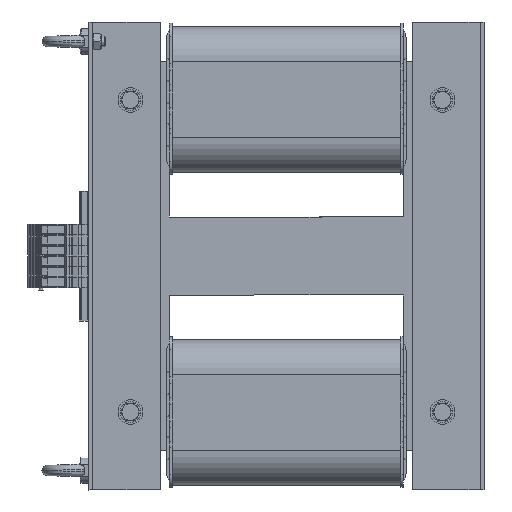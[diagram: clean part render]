
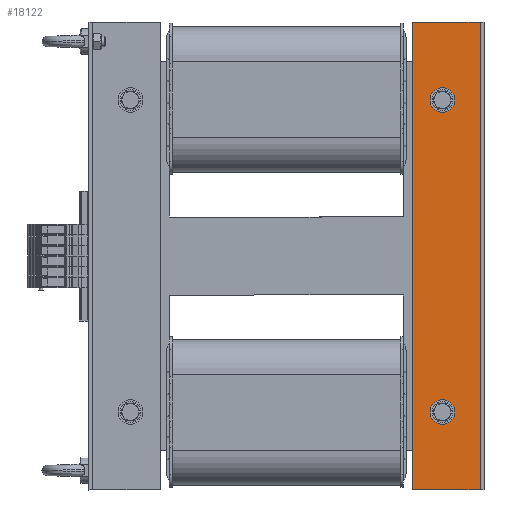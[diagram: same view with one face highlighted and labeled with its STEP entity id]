
A CAD part, left-side view. The second image highlights one B-rep face of the part: STEP entity #18122.
In plain terms, the highlighted face is planar.
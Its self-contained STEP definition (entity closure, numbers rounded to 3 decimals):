
#946=FACE_BOUND('',#2971,.T.);
#947=FACE_BOUND('',#2972,.T.);
#1093=CIRCLE('',#19494,5.25);
#1094=CIRCLE('',#19496,5.25);
#1995=FACE_OUTER_BOUND('',#2970,.T.);
#2970=EDGE_LOOP('',(#13581,#13582,#13583,#13584));
#2971=EDGE_LOOP('',(#13585));
#2972=EDGE_LOOP('',(#13586));
#4330=LINE('',#27320,#6348);
#4333=LINE('',#27326,#6351);
#4338=LINE('',#27345,#6356);
#4340=LINE('',#27348,#6358);
#6348=VECTOR('',#22131,10.);
#6351=VECTOR('',#22136,10.);
#6356=VECTOR('',#22157,10.);
#6358=VECTOR('',#22161,10.);
#8182=VERTEX_POINT('',#27305);
#8183=VERTEX_POINT('',#27309);
#8186=VERTEX_POINT('',#27324);
#8190=VERTEX_POINT('',#27336);
#8191=VERTEX_POINT('',#27340);
#8192=VERTEX_POINT('',#27344);
#10165=EDGE_CURVE('',#8182,#8183,#4330,.T.);
#10168=EDGE_CURVE('',#8186,#8183,#4333,.T.);
#10174=EDGE_CURVE('',#8190,#8190,#1093,.T.);
#10176=EDGE_CURVE('',#8191,#8191,#1094,.T.);
#10177=EDGE_CURVE('',#8192,#8186,#4338,.T.);
#10179=EDGE_CURVE('',#8182,#8192,#4340,.T.);
#13581=ORIENTED_EDGE('',*,*,#10165,.T.);
#13582=ORIENTED_EDGE('',*,*,#10168,.F.);
#13583=ORIENTED_EDGE('',*,*,#10177,.F.);
#13584=ORIENTED_EDGE('',*,*,#10179,.F.);
#13585=ORIENTED_EDGE('',*,*,#10174,.T.);
#13586=ORIENTED_EDGE('',*,*,#10176,.T.);
#17385=PLANE('',#19499);
#18122=ADVANCED_FACE('',(#1995,#946,#947),#17385,.T.);
#19494=AXIS2_PLACEMENT_3D('',#27338,#22148,#22149);
#19496=AXIS2_PLACEMENT_3D('',#27342,#22153,#22154);
#19499=AXIS2_PLACEMENT_3D('',#27349,#22162,#22163);
#22131=DIRECTION('',(0.,0.,1.));
#22136=DIRECTION('',(-1.,0.,0.));
#22148=DIRECTION('center_axis',(0.,-1.,0.));
#22149=DIRECTION('ref_axis',(1.,0.,0.));
#22153=DIRECTION('center_axis',(0.,-1.,0.));
#22154=DIRECTION('ref_axis',(1.,0.,0.));
#22157=DIRECTION('',(0.,0.,1.));
#22161=DIRECTION('',(1.,0.,0.));
#22162=DIRECTION('center_axis',(0.,1.,0.));
#22163=DIRECTION('ref_axis',(0.,0.,1.));
#27305=CARTESIAN_POINT('',(-51.999,3.,0.));
#27309=CARTESIAN_POINT('',(-51.999,3.,360.));
#27320=CARTESIAN_POINT('',(-51.999,3.,270.));
#27324=CARTESIAN_POINT('',(0.,3.,360.));
#27326=CARTESIAN_POINT('',(-55.,3.,360.));
#27336=CARTESIAN_POINT('',(-28.25,3.,60.));
#27338=CARTESIAN_POINT('Origin',(-23.,3.,60.));
#27340=CARTESIAN_POINT('',(-28.25,3.,300.));
#27342=CARTESIAN_POINT('Origin',(-23.,3.,300.));
#27344=CARTESIAN_POINT('',(0.,3.,0.));
#27345=CARTESIAN_POINT('',(0.,3.,360.));
#27348=CARTESIAN_POINT('',(0.,3.,0.));
#27349=CARTESIAN_POINT('Origin',(-27.5,3.,180.));
